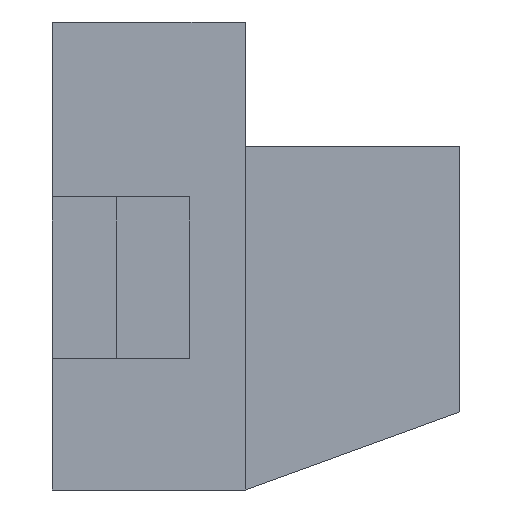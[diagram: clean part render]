
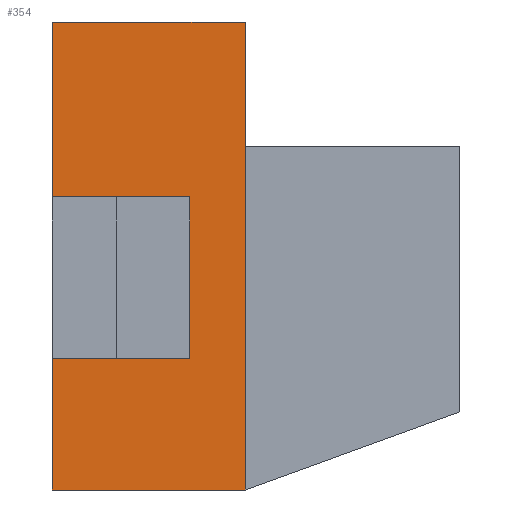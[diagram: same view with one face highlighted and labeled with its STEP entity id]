
A CAD part, left-side view. The second image highlights one B-rep face of the part: STEP entity #354.
In plain terms, the highlighted planar face has unit normal (-1, 0, 0).
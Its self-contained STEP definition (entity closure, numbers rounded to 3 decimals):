
#305=FACE_OUTER_BOUND('',#444,.T.);
#354=ADVANCED_FACE('',(#305),#392,.T.);
#392=PLANE('',#1219);
#444=EDGE_LOOP('',(#598,#599,#600,#601,#602,#603,#604,#605));
#598=ORIENTED_EDGE('',*,*,#887,.T.);
#599=ORIENTED_EDGE('',*,*,#888,.F.);
#600=ORIENTED_EDGE('',*,*,#889,.T.);
#601=ORIENTED_EDGE('',*,*,#884,.T.);
#602=ORIENTED_EDGE('',*,*,#867,.T.);
#603=ORIENTED_EDGE('',*,*,#890,.F.);
#604=ORIENTED_EDGE('',*,*,#891,.T.);
#605=ORIENTED_EDGE('',*,*,#861,.T.);
#767=VERTEX_POINT('',#1598);
#768=VERTEX_POINT('',#1600);
#770=VERTEX_POINT('',#1608);
#771=VERTEX_POINT('',#1610);
#780=VERTEX_POINT('',#1643);
#782=VERTEX_POINT('',#1649);
#783=VERTEX_POINT('',#1651);
#784=VERTEX_POINT('',#1654);
#861=EDGE_CURVE('',#768,#767,#972,.T.);
#867=EDGE_CURVE('',#771,#770,#978,.T.);
#884=EDGE_CURVE('',#780,#771,#995,.T.);
#887=EDGE_CURVE('',#767,#782,#998,.T.);
#888=EDGE_CURVE('',#783,#782,#999,.T.);
#889=EDGE_CURVE('',#783,#780,#1000,.T.);
#890=EDGE_CURVE('',#784,#770,#1001,.T.);
#891=EDGE_CURVE('',#784,#768,#1002,.T.);
#972=LINE('',#1599,#1083);
#978=LINE('',#1609,#1089);
#995=LINE('',#1642,#1106);
#998=LINE('',#1648,#1109);
#999=LINE('',#1650,#1110);
#1000=LINE('',#1652,#1111);
#1001=LINE('',#1653,#1112);
#1002=LINE('',#1655,#1113);
#1083=VECTOR('',#1321,1.);
#1089=VECTOR('',#1329,1.);
#1106=VECTOR('',#1360,1.);
#1109=VECTOR('',#1365,1.);
#1110=VECTOR('',#1366,1.);
#1111=VECTOR('',#1367,1.);
#1112=VECTOR('',#1368,1.);
#1113=VECTOR('',#1369,1.);
#1219=AXIS2_PLACEMENT_3D('',#1656,#1370,#1371);
#1321=DIRECTION('',(0.,0.,-1.));
#1329=DIRECTION('',(0.,1.,0.));
#1360=DIRECTION('',(0.,0.,1.));
#1365=DIRECTION('',(0.,1.,0.));
#1366=DIRECTION('',(0.,0.,1.));
#1367=DIRECTION('',(0.,-1.,0.));
#1368=DIRECTION('',(0.,0.,1.));
#1369=DIRECTION('',(0.,-1.,0.));
#1370=DIRECTION('',(-1.,0.,0.));
#1371=DIRECTION('',(0.,-1.,0.));
#1598=CARTESIAN_POINT('',(-2.45,8.53,4.15));
#1599=CARTESIAN_POINT('',(-2.45,8.53,9.27));
#1600=CARTESIAN_POINT('',(-2.45,8.53,9.27));
#1608=CARTESIAN_POINT('',(-2.45,12.88,14.8));
#1609=CARTESIAN_POINT('',(-2.45,7.28,14.8));
#1610=CARTESIAN_POINT('',(-2.45,6.78,14.8));
#1642=CARTESIAN_POINT('',(-2.45,6.78,0.));
#1643=CARTESIAN_POINT('',(-2.45,6.78,0.));
#1648=CARTESIAN_POINT('',(-2.45,8.53,4.15));
#1649=CARTESIAN_POINT('',(-2.45,12.88,4.15));
#1650=CARTESIAN_POINT('',(-2.45,12.88,0.));
#1651=CARTESIAN_POINT('',(-2.45,12.88,0.));
#1652=CARTESIAN_POINT('',(-2.45,12.38,0.));
#1653=CARTESIAN_POINT('',(-2.45,12.88,0.));
#1654=CARTESIAN_POINT('',(-2.45,12.88,9.27));
#1655=CARTESIAN_POINT('',(-2.45,12.38,9.27));
#1656=CARTESIAN_POINT('',(-2.45,12.38,0.));
